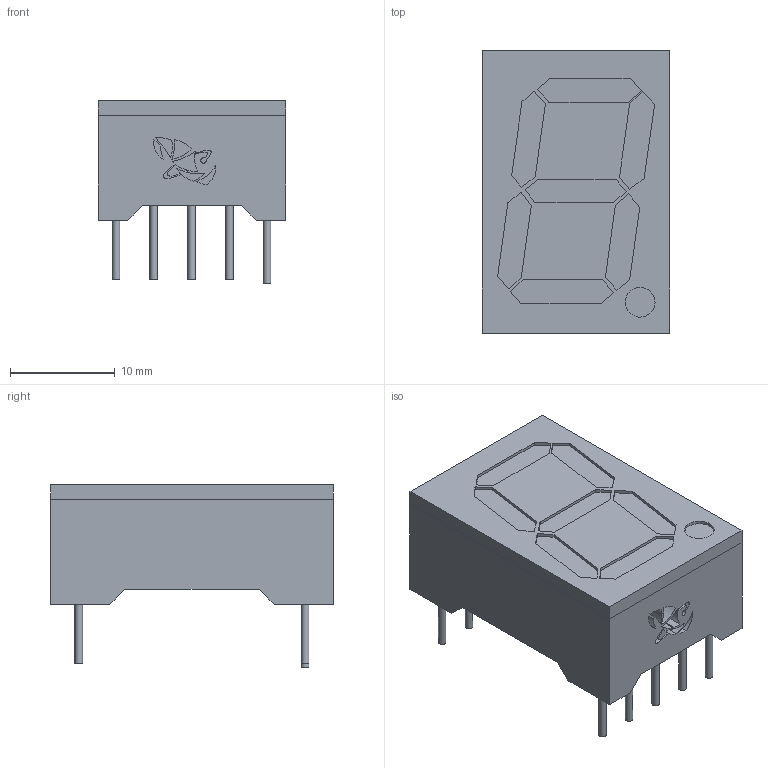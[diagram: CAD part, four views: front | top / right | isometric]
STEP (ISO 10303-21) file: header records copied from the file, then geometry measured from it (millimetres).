
FILE_DESCRIPTION(('FreeCAD Model'),'2;1');
FILE_NAME('Open CASCADE Shape Model','2025-05-03T03:28:38',('FreeCAD'),( 'FreeCAD'),'Open CASCADE STEP processor 7.6','FreeCAD','Unknown');
FILE_SCHEMA(('AUTOMOTIVE_DESIGN { 1 0 10303 214 1 1 1 1 }'));
Length unit declared in the file: millimetre
Products named in the file (1): Open CASCADE STEP translator 7.6 1
Bounding box: 17.85 x 26.91 x 17.44 mm (x, y, z)
Volume: 4843.5 mm3; surface area: 3661.3 mm2
Topology: 20 solids, 20 shells, 351 faces, 840 edges, 558 vertices
Faces by surface type: bspline 351
Entity records: 9910 total; most frequent: CARTESIAN_POINT 4663, ORIENTED_EDGE 1680, EDGE_CURVE 840, B_SPLINE_CURVE_WITH_KNOTS 710, VERTEX_POINT 558, FACE_BOUND 382, EDGE_LOOP 382, ADVANCED_FACE 351
